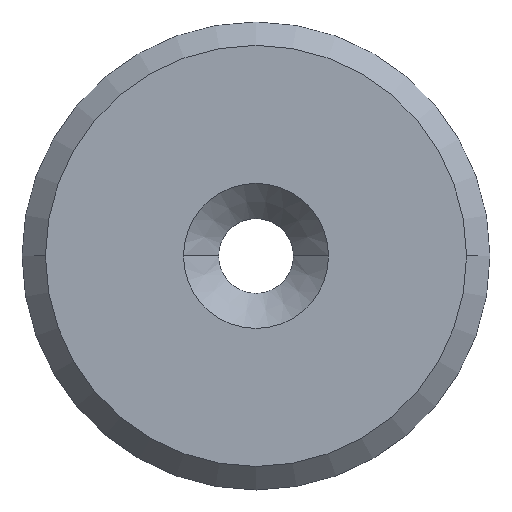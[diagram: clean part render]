
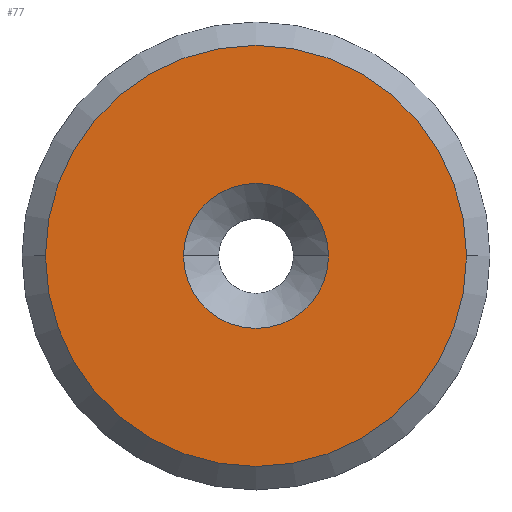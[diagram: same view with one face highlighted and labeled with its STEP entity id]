
A CAD part, top view. The second image highlights one B-rep face of the part: STEP entity #77.
In plain terms, the highlighted planar face has unit normal (0, 0, 1).
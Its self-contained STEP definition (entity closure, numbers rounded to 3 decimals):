
#77=ADVANCED_FACE('',(#195,#196),#197,.T.);
#79=EDGE_CURVE('',#133,#141,#199,.T.);
#89=EDGE_CURVE('',#141,#133,#210,.T.);
#93=EDGE_CURVE('',#101,#123,#215,.T.);
#101=VERTEX_POINT('',#224);
#123=VERTEX_POINT('',#249);
#133=VERTEX_POINT('',#261);
#141=VERTEX_POINT('',#269);
#165=EDGE_CURVE('',#123,#101,#296,.T.);
#195=FACE_BOUND('',#317,.T.);
#196=FACE_OUTER_BOUND('',#318,.T.);
#197=PLANE('',#319);
#199=CIRCLE('',#322,6.2);
#210=CIRCLE('',#336,6.2);
#215=CIRCLE('',#342,18.);
#224=CARTESIAN_POINT('',(18.,0.,5.));
#249=CARTESIAN_POINT('',(-18.0,0.,5.));
#261=CARTESIAN_POINT('',(-6.2,0.,5.));
#269=CARTESIAN_POINT('',(6.2,0.,5.));
#296=CIRCLE('',#445,18.);
#317=EDGE_LOOP('',(#465,#466));
#318=EDGE_LOOP('',(#467,#468));
#319=AXIS2_PLACEMENT_3D('',#469,#470,#471);
#322=AXIS2_PLACEMENT_3D('',#472,#473,#474);
#336=AXIS2_PLACEMENT_3D('',#489,#490,#491);
#342=AXIS2_PLACEMENT_3D('',#500,#501,#502);
#445=AXIS2_PLACEMENT_3D('',#599,#600,#601);
#465=ORIENTED_EDGE('',*,*,#79,.F.);
#466=ORIENTED_EDGE('',*,*,#89,.F.);
#467=ORIENTED_EDGE('',*,*,#165,.T.);
#468=ORIENTED_EDGE('',*,*,#93,.T.);
#469=CARTESIAN_POINT('',(-12.1,0.,5.));
#470=DIRECTION('',(0.,0.,1.0));
#471=DIRECTION('',(-1.0,0.,0.0));
#472=CARTESIAN_POINT('',(0.,0.,5.));
#473=DIRECTION('',(0.,0.,1.0));
#474=DIRECTION('',(-1.0,0.,0.));
#489=CARTESIAN_POINT('',(0.,0.,5.));
#490=DIRECTION('',(0.,0.,1.0));
#491=DIRECTION('',(-1.0,0.,0.));
#500=CARTESIAN_POINT('',(0.,0.,5.));
#501=DIRECTION('',(0.,0.,1.0));
#502=DIRECTION('',(-1.0,0.,0.));
#599=CARTESIAN_POINT('',(0.,0.,5.));
#600=DIRECTION('',(0.,0.,1.0));
#601=DIRECTION('',(-1.0,0.,0.));
